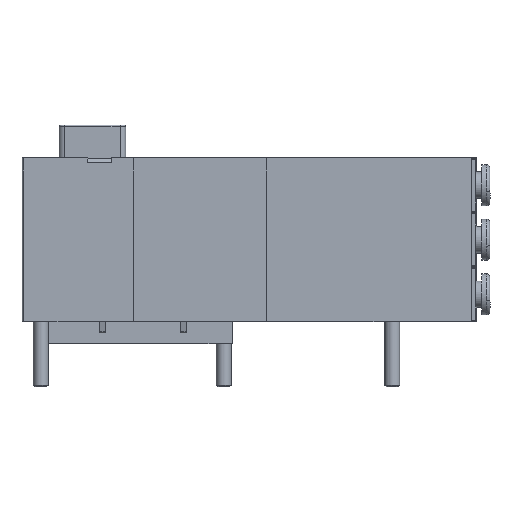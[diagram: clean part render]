
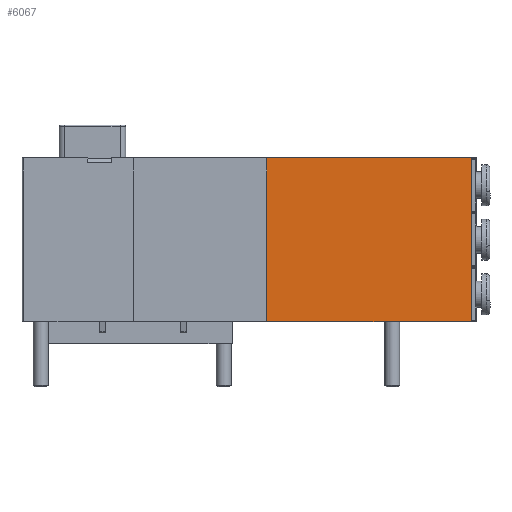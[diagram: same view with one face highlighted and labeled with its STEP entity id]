
A CAD part, front view. The second image highlights one B-rep face of the part: STEP entity #6067.
In plain terms, the highlighted planar face has unit normal (0, -1, 0).
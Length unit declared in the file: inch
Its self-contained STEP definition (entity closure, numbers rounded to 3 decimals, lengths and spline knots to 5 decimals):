
#2090 = VECTOR ( 'NONE', #34352, 39.37008 ) ;
#2750 = FACE_OUTER_BOUND ( 'NONE', #22393, .T. ) ;
#3976 = VERTEX_POINT ( 'NONE', #32666 ) ;
#4126 = ORIENTED_EDGE ( 'NONE', *, *, #10749, .F. ) ;
#6067 = ADVANCED_FACE ( 'NONE', ( #2750 ), #43780, .F. ) ;
#6240 = CARTESIAN_POINT ( 'NONE',  ( 2.57874, 0., 1.72441 ) ) ;
#6703 = CARTESIAN_POINT ( 'NONE',  ( 4.73622, 0., 0. ) ) ;
#8905 = DIRECTION ( 'NONE',  ( 0., 0., -1. ) ) ;
#9405 = DIRECTION ( 'NONE',  ( 0., 1., 0. ) ) ;
#10749 = EDGE_CURVE ( 'NONE', #3976, #11425, #36857, .T. ) ;
#11425 = VERTEX_POINT ( 'NONE', #6703 ) ;
#12417 = ORIENTED_EDGE ( 'NONE', *, *, #44578, .F. ) ;
#12679 = DIRECTION ( 'NONE',  ( 1., 0., 0. ) ) ;
#13623 = VERTEX_POINT ( 'NONE', #22858 ) ;
#14671 = EDGE_CURVE ( 'NONE', #21858, #13623, #40992, .T. ) ;
#16291 = CARTESIAN_POINT ( 'NONE',  ( 2.57874, 0., 1.72441 ) ) ;
#20153 = CARTESIAN_POINT ( 'NONE',  ( 2.57874, 0., 1.72441 ) ) ;
#21858 = VERTEX_POINT ( 'NONE', #30138 ) ;
#22393 = EDGE_LOOP ( 'NONE', ( #39234, #4126, #12417, #44170 ) ) ;
#22858 = CARTESIAN_POINT ( 'NONE',  ( 2.57874, 0., 0. ) ) ;
#25292 = VECTOR ( 'NONE', #33418, 39.37008 ) ;
#26333 = LINE ( 'NONE', #40295, #25292 ) ;
#30138 = CARTESIAN_POINT ( 'NONE',  ( 2.57874, 0., 1.72441 ) ) ;
#30725 = DIRECTION ( 'NONE',  ( 0., 0., 1. ) ) ;
#31824 = EDGE_CURVE ( 'NONE', #13623, #11425, #26333, .T. ) ;
#32666 = CARTESIAN_POINT ( 'NONE',  ( 4.73622, 0., 1.72441 ) ) ;
#33418 = DIRECTION ( 'NONE',  ( 1., 0., 0. ) ) ;
#34352 = DIRECTION ( 'NONE',  ( 0., 0., -1. ) ) ;
#36857 = LINE ( 'NONE', #43056, #37092 ) ;
#37092 = VECTOR ( 'NONE', #8905, 39.37008 ) ;
#37642 = LINE ( 'NONE', #6240, #39426 ) ;
#39234 = ORIENTED_EDGE ( 'NONE', *, *, #31824, .T. ) ;
#39426 = VECTOR ( 'NONE', #12679, 39.37008 ) ;
#40295 = CARTESIAN_POINT ( 'NONE',  ( 2.57874, 0., 0. ) ) ;
#40992 = LINE ( 'NONE', #20153, #2090 ) ;
#41233 = AXIS2_PLACEMENT_3D ( 'NONE', #16291, #9405, #30725 ) ;
#43056 = CARTESIAN_POINT ( 'NONE',  ( 4.73622, 0., 1.72441 ) ) ;
#43780 = PLANE ( 'NONE',  #41233 ) ;
#44170 = ORIENTED_EDGE ( 'NONE', *, *, #14671, .T. ) ;
#44578 = EDGE_CURVE ( 'NONE', #21858, #3976, #37642, .T. ) ;
